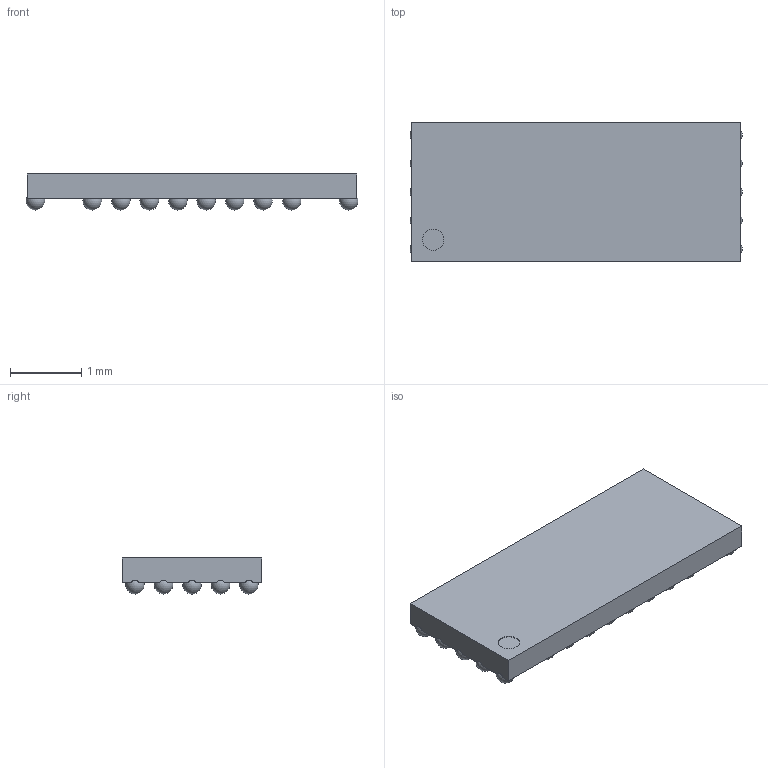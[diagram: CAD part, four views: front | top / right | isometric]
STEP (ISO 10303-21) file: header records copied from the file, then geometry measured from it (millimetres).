
FILE_DESCRIPTION(/* description */ ('model of Etron_WLCSP-50_1.96x4.63mm_Layout5x10_P0.4mm'),/* implementation_level */ '2;1');
FILE_NAME(/* name */ 'Etron_WLCSP-50_1.96x4.63mm_Layout5x10_P0.4mm.step',/* time_stamp */ '2021-04-29T20:17:32',/* author */ ('kicad StepUp','ksu'),/* organization */ ('FreeCAD'),/* preprocessor_version */ 'OCC',/* originating_system */ 'kicad StepUp',/* authorisation */ '');
FILE_SCHEMA(('AUTOMOTIVE_DESIGN { 1 0 10303 214 1 1 1 1 }'));
Length unit declared in the file: millimetre
Products named in the file (1): Etron_WLCSP_50_196x463mm_Layout5x10_P04mm
Bounding box: 4.66 x 1.96 x 0.51 mm (x, y, z)
Volume: 3.3 mm3; surface area: 24.8 mm2
Topology: 1 solids, 1 shells, 34 faces, 123 edges, 82 vertices
Faces by surface type: sphere 26, plane 7, cylinder 1
Full cylindrical faces by diameter (mm): 0.3 x1
Entity records: 2680 total; most frequent: CARTESIAN_POINT 549, DIRECTION 419, ORIENTED_EDGE 194, PCURVE 194, DEFINITIONAL_REPRESENTATION 194, LINE 154, VECTOR 154, CIRCLE 121
